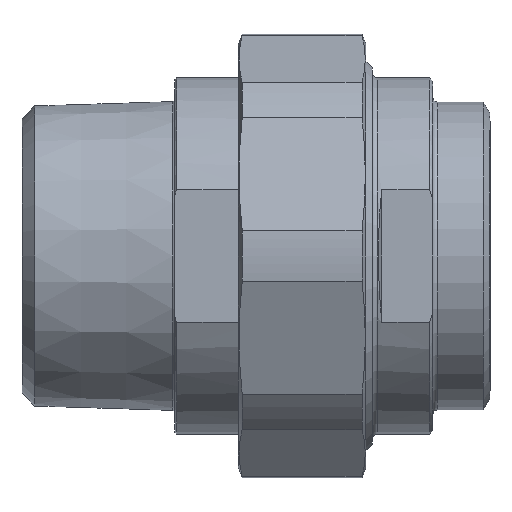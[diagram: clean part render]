
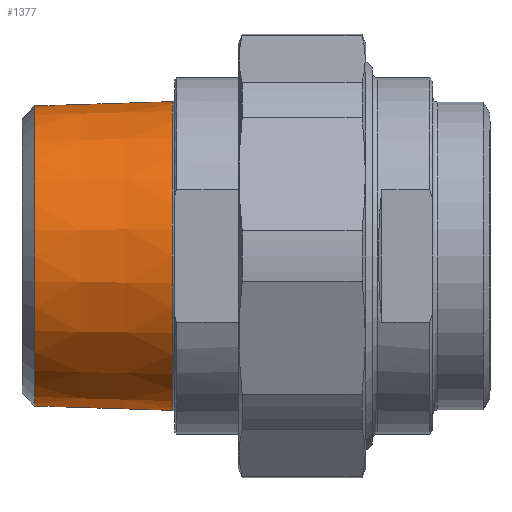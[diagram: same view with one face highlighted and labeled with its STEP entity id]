
A CAD part, front view. The second image highlights one B-rep face of the part: STEP entity #1377.
In plain terms, the highlighted conical face has half-angle 1.8 degrees and reference radius 23.877 mm.
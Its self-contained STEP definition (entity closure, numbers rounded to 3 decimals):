
#79=CONICAL_SURFACE('',#1616,23.877,0.031);
#203=FACE_OUTER_BOUND('',#295,.T.);
#295=EDGE_LOOP('',(#1193,#1194,#1195,#1196,#1197,#1198));
#371=LINE('',#2523,#433);
#433=VECTOR('',#2022,23.877);
#520=CIRCLE('',#1613,24.242);
#522=CIRCLE('',#1615,24.242);
#523=CIRCLE('',#1617,23.563);
#524=CIRCLE('',#1618,23.563);
#658=VERTEX_POINT('',#2516);
#659=VERTEX_POINT('',#2517);
#660=VERTEX_POINT('',#2522);
#661=VERTEX_POINT('',#2524);
#843=EDGE_CURVE('',#658,#659,#520,.T.);
#845=EDGE_CURVE('',#659,#658,#522,.T.);
#846=EDGE_CURVE('',#658,#660,#371,.T.);
#847=EDGE_CURVE('',#661,#660,#523,.T.);
#848=EDGE_CURVE('',#660,#661,#524,.T.);
#1193=ORIENTED_EDGE('',*,*,#843,.F.);
#1194=ORIENTED_EDGE('',*,*,#846,.T.);
#1195=ORIENTED_EDGE('',*,*,#847,.F.);
#1196=ORIENTED_EDGE('',*,*,#848,.F.);
#1197=ORIENTED_EDGE('',*,*,#846,.F.);
#1198=ORIENTED_EDGE('',*,*,#845,.F.);
#1377=ADVANCED_FACE('',(#203),#79,.T.);
#1613=AXIS2_PLACEMENT_3D('',#2518,#2014,#2015);
#1615=AXIS2_PLACEMENT_3D('',#2520,#2018,#2019);
#1616=AXIS2_PLACEMENT_3D('',#2521,#2020,#2021);
#1617=AXIS2_PLACEMENT_3D('',#2525,#2023,#2024);
#1618=AXIS2_PLACEMENT_3D('',#2526,#2025,#2026);
#2014=DIRECTION('center_axis',(1.,0.,0.));
#2015=DIRECTION('ref_axis',(0.,-1.,0.));
#2018=DIRECTION('center_axis',(1.,0.,0.));
#2019=DIRECTION('ref_axis',(0.,-1.,0.));
#2020=DIRECTION('center_axis',(1.,0.,0.));
#2021=DIRECTION('ref_axis',(0.,1.,0.));
#2022=DIRECTION('',(-1.,0.031,0.));
#2023=DIRECTION('center_axis',(-1.,0.,0.));
#2024=DIRECTION('ref_axis',(0.,-1.,0.));
#2025=DIRECTION('center_axis',(-1.,0.,0.));
#2026=DIRECTION('ref_axis',(0.,-1.,0.));
#2516=CARTESIAN_POINT('',(-23.887,-24.242,0.));
#2517=CARTESIAN_POINT('',(-23.887,0.,24.242));
#2518=CARTESIAN_POINT('Origin',(-23.887,0.,0.));
#2520=CARTESIAN_POINT('Origin',(-23.887,0.,0.));
#2521=CARTESIAN_POINT('Origin',(-35.5,0.,0.));
#2522=CARTESIAN_POINT('',(-45.501,-23.563,0.));
#2523=CARTESIAN_POINT('',(-35.5,-23.877,0.));
#2524=CARTESIAN_POINT('',(-45.501,23.563,0.));
#2525=CARTESIAN_POINT('Origin',(-45.501,0.,0.));
#2526=CARTESIAN_POINT('Origin',(-45.501,0.,0.));
